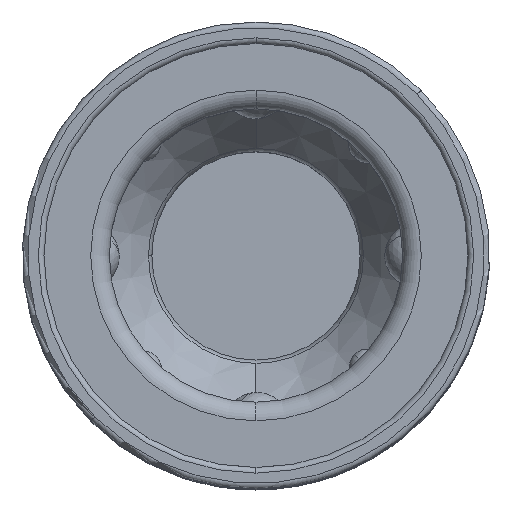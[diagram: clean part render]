
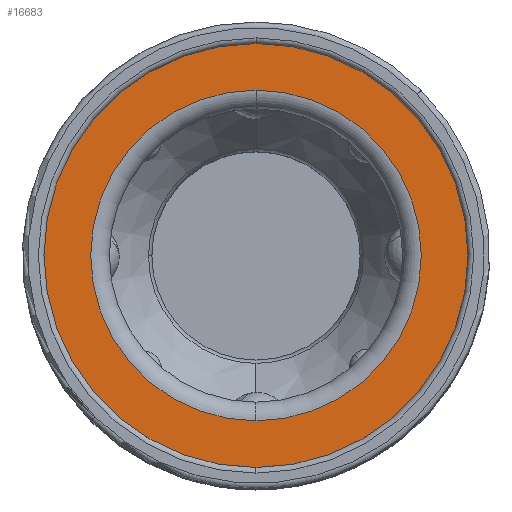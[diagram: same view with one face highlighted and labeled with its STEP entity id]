
A CAD part, top view. The second image highlights one B-rep face of the part: STEP entity #16683.
In plain terms, the highlighted planar face has unit normal (0, 0, 1).
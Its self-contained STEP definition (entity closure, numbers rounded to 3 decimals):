
#733 = EDGE_CURVE ( 'NONE', #17094, #6423, #16629, .T. ) ;
#1002 = ORIENTED_EDGE ( 'NONE', *, *, #733, .F. ) ;
#1231 = CARTESIAN_POINT ( 'NONE',  ( 0., -50., 70.1 ) ) ;
#1592 = CARTESIAN_POINT ( 'NONE',  ( 0., -41.15, 70.1 ) ) ;
#1788 = CARTESIAN_POINT ( 'NONE',  ( 0., -50., 70.1 ) ) ;
#3119 = CARTESIAN_POINT ( 'NONE',  ( 0., -61.35, 70.1 ) ) ;
#3577 = CIRCLE ( 'NONE', #20942, 8.85 ) ;
#4261 = DIRECTION ( 'NONE',  ( 0., 0., -1. ) ) ;
#4631 = AXIS2_PLACEMENT_3D ( 'NONE', #6337, #4261, #8289 ) ;
#4702 = EDGE_CURVE ( 'NONE', #11749, #23498, #9512, .T. ) ;
#6337 = CARTESIAN_POINT ( 'NONE',  ( 0., -50., 70.1 ) ) ;
#6423 = VERTEX_POINT ( 'NONE', #3119 ) ;
#6632 = EDGE_CURVE ( 'NONE', #6423, #17094, #20778, .T. ) ;
#7324 = CARTESIAN_POINT ( 'NONE',  ( 0., -58.85, 70.1 ) ) ;
#7813 = ORIENTED_EDGE ( 'NONE', *, *, #4702, .T. ) ;
#8289 = DIRECTION ( 'NONE',  ( 1., 0., 0. ) ) ;
#8446 = DIRECTION ( 'NONE',  ( 0., -1., 0. ) ) ;
#8769 = AXIS2_PLACEMENT_3D ( 'NONE', #9177, #20049, #17657 ) ;
#9177 = CARTESIAN_POINT ( 'NONE',  ( 0., -50., 70.1 ) ) ;
#9512 = CIRCLE ( 'NONE', #24655, 8.85 ) ;
#9897 = DIRECTION ( 'NONE',  ( 0., 0., -1. ) ) ;
#11615 = ORIENTED_EDGE ( 'NONE', *, *, #6632, .F. ) ;
#11749 = VERTEX_POINT ( 'NONE', #7324 ) ;
#12382 = CARTESIAN_POINT ( 'NONE',  ( 0., -50., 70.1 ) ) ;
#14214 = DIRECTION ( 'NONE',  ( 0., 0., -1. ) ) ;
#16125 = EDGE_LOOP ( 'NONE', ( #1002, #11615 ) ) ;
#16144 = DIRECTION ( 'NONE',  ( 0., -1., 0. ) ) ;
#16629 = CIRCLE ( 'NONE', #4631, 11.35 ) ;
#16683 = ADVANCED_FACE ( 'NONE', ( #18627, #22684 ), #16812, .T. ) ;
#16812 = PLANE ( 'NONE',  #19608 ) ;
#17094 = VERTEX_POINT ( 'NONE', #20074 ) ;
#17657 = DIRECTION ( 'NONE',  ( 1., 0., 0. ) ) ;
#18087 = EDGE_LOOP ( 'NONE', ( #7813, #20634 ) ) ;
#18627 = FACE_BOUND ( 'NONE', #18087, .T. ) ;
#19608 = AXIS2_PLACEMENT_3D ( 'NONE', #12382, #21149, #8446 ) ;
#20049 = DIRECTION ( 'NONE',  ( 0., 0., -1. ) ) ;
#20074 = CARTESIAN_POINT ( 'NONE',  ( 0., -38.65, 70.1 ) ) ;
#20634 = ORIENTED_EDGE ( 'NONE', *, *, #24709, .T. ) ;
#20778 = CIRCLE ( 'NONE', #8769, 11.35 ) ;
#20904 = DIRECTION ( 'NONE',  ( 0., -1., 0. ) ) ;
#20942 = AXIS2_PLACEMENT_3D ( 'NONE', #1231, #9897, #16144 ) ;
#21149 = DIRECTION ( 'NONE',  ( 0., 0., 1. ) ) ;
#22684 = FACE_OUTER_BOUND ( 'NONE', #16125, .T. ) ;
#23498 = VERTEX_POINT ( 'NONE', #1592 ) ;
#24655 = AXIS2_PLACEMENT_3D ( 'NONE', #1788, #14214, #20904 ) ;
#24709 = EDGE_CURVE ( 'NONE', #23498, #11749, #3577, .T. ) ;
